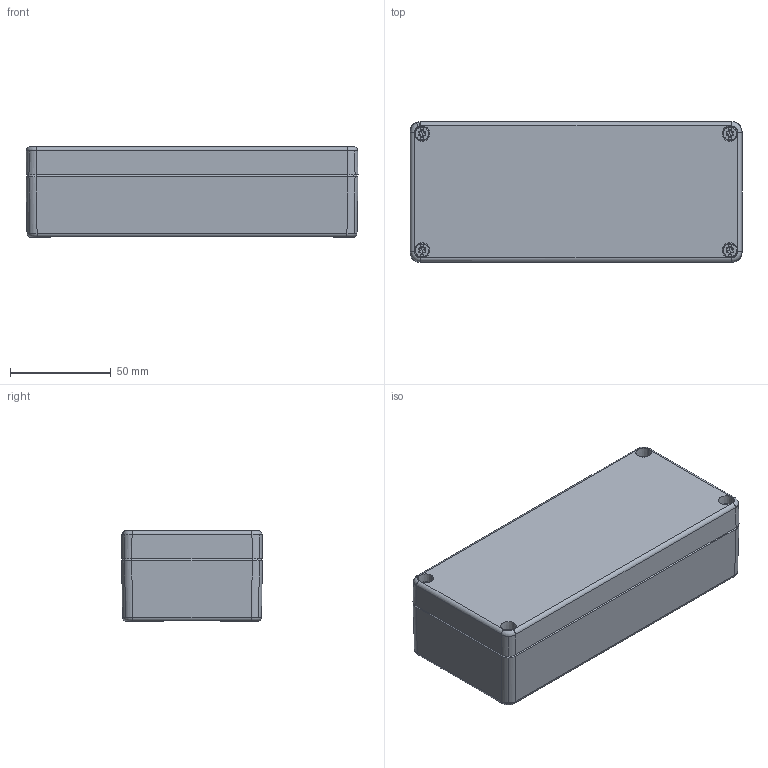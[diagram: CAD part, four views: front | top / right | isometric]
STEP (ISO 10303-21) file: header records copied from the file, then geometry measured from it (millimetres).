
FILE_DESCRIPTION(('CATIA V5R24 STEP','CAx-IF Rec.Pracs.--- Model Styling and Organization---1.2---2011-12-15'),'2;1');
FILE_NAME ('D1445883_2', '2018-04-17T07:29:44+00:00', ('Weidmueller Interface'), ('Weidmueller'), 'CATIA Version 5-6 Release 2014 SP4 HF52', 'CATIA V5 STEP AP214', 'none');
FILE_SCHEMA(('AUTOMOTIVE_DESIGN { 1 0 10303 214 1 1 1 1 }'));
Length unit declared in the file: millimetre
Products named in the file (1): 03849_ZUB_K3_GH
Bounding box: 165 x 70 x 45 mm (x, y, z)
Volume: 158717.7 mm3; surface area: 96811.7 mm2
Topology: 9 solids, 9 shells, 1035 faces, 2644 edges, 1657 vertices
Faces by surface type: plane 326, cylinder 300, cone 234, torus 101, bspline 50, sphere 24
Entity records: 33704 total; most frequent: CARTESIAN_POINT 10073, ORIENTED_EDGE 5240, DIRECTION 3771, EDGE_CURVE 2620, AXIS2_PLACEMENT_3D 1761, VERTEX_POINT 1657, VECTOR 1124, LINE 1124
